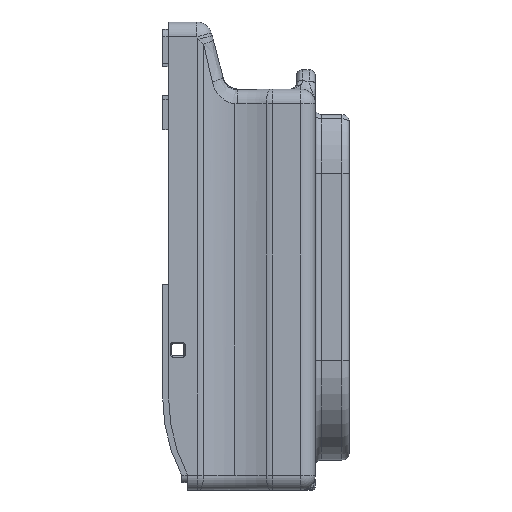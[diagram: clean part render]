
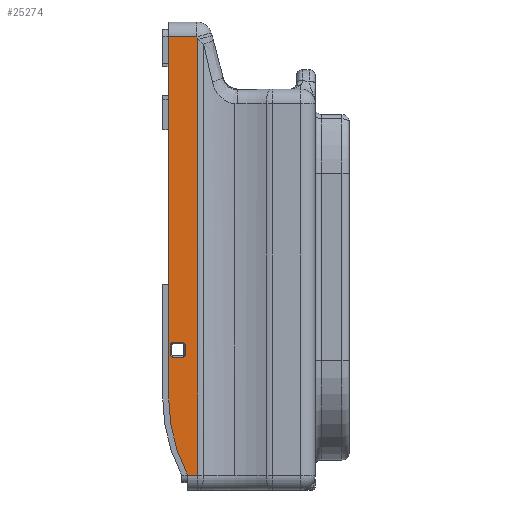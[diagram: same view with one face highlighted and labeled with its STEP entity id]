
A CAD part, left-side view. The second image highlights one B-rep face of the part: STEP entity #25274.
In plain terms, the highlighted planar face has unit normal (-1, 0, 0).
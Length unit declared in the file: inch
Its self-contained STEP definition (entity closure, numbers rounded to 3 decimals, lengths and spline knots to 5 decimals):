
#100 = CIRCLE ( 'NONE', #16561, 0.01709 ) ;
#374 = VECTOR ( 'NONE', #9810, 39.37008 ) ;
#515 = ORIENTED_EDGE ( 'NONE', *, *, #10927, .T. ) ;
#860 = VECTOR ( 'NONE', #24095, 39.37008 ) ;
#1162 = CARTESIAN_POINT ( 'NONE',  ( -0.85125, 0.13499, 0.76587 ) ) ;
#1696 = AXIS2_PLACEMENT_3D ( 'NONE', #23931, #10023, #16962 ) ;
#2434 = ORIENTED_EDGE ( 'NONE', *, *, #13567, .T. ) ;
#2896 = CARTESIAN_POINT ( 'NONE',  ( -0.85125, 0.0539, 0.84696 ) ) ;
#3112 = CARTESIAN_POINT ( 'NONE',  ( -0.85125, 0.07099, 0.78296 ) ) ;
#3150 = VECTOR ( 'NONE', #15448, 39.37008 ) ;
#3180 = CARTESIAN_POINT ( 'NONE',  ( -0.85125, 0.0539, 0.78296 ) ) ;
#3855 = LINE ( 'NONE', #21594, #17136 ) ;
#3883 = EDGE_LOOP ( 'NONE', ( #25733, #15504, #22098, #515, #2434, #22647, #19968, #18242 ) ) ;
#4173 = CARTESIAN_POINT ( 'NONE',  ( -0.85125, 0.15208, 0.84696 ) ) ;
#4313 = DIRECTION ( 'NONE',  ( 0., 0.255, 0.967 ) ) ;
#4389 = CIRCLE ( 'NONE', #8131, 0.01709 ) ;
#4469 = DIRECTION ( 'NONE',  ( 1., 0., 0. ) ) ;
#4892 = EDGE_CURVE ( 'NONE', #12589, #11491, #6658, .T. ) ;
#4999 = EDGE_CURVE ( 'NONE', #5989, #27242, #12087, .T. ) ;
#5066 = CARTESIAN_POINT ( 'NONE',  ( -0.85125, 0.07099, 0.86405 ) ) ;
#5275 = DIRECTION ( 'NONE',  ( 0., 0., 1. ) ) ;
#5291 = CARTESIAN_POINT ( 'NONE',  ( -0.85125, 0.16535, 2.91575 ) ) ;
#5900 = FACE_OUTER_BOUND ( 'NONE', #8637, .T. ) ;
#5961 = AXIS2_PLACEMENT_3D ( 'NONE', #22469, #11243, #5275 ) ;
#5989 = VERTEX_POINT ( 'NONE', #27630 ) ;
#6182 = CARTESIAN_POINT ( 'NONE',  ( -0.85125, -0.03, 2.89796 ) ) ;
#6339 = DIRECTION ( 'NONE',  ( 1., 0., 0. ) ) ;
#6394 = VERTEX_POINT ( 'NONE', #10034 ) ;
#6658 = LINE ( 'NONE', #27395, #9722 ) ;
#6734 = EDGE_CURVE ( 'NONE', #14118, #9062, #8798, .T. ) ;
#7690 = CARTESIAN_POINT ( 'NONE',  ( -0.85125, -0.03, -0.026 ) ) ;
#7811 = LINE ( 'NONE', #10026, #22063 ) ;
#7989 = CARTESIAN_POINT ( 'NONE',  ( -0.85125, 0.15208, 0.78296 ) ) ;
#8128 = DIRECTION ( 'NONE',  ( 0., -1., 0. ) ) ;
#8131 = AXIS2_PLACEMENT_3D ( 'NONE', #15379, #4469, #15226 ) ;
#8249 = FACE_BOUND ( 'NONE', #3883, .T. ) ;
#8595 = EDGE_CURVE ( 'NONE', #5989, #10720, #26019, .T. ) ;
#8637 = EDGE_LOOP ( 'NONE', ( #20757, #19842, #23583, #19381, #18331, #11346 ) ) ;
#8798 = CIRCLE ( 'NONE', #29043, 0.01709 ) ;
#9062 = VERTEX_POINT ( 'NONE', #7989 ) ;
#9463 = DIRECTION ( 'NONE',  ( 0., 0., 1. ) ) ;
#9700 = EDGE_CURVE ( 'NONE', #27242, #15408, #11302, .T. ) ;
#9722 = VECTOR ( 'NONE', #4313, 39.37008 ) ;
#9810 = DIRECTION ( 'NONE',  ( 0., -1., 0. ) ) ;
#10023 = DIRECTION ( 'NONE',  ( -1., 0., 0. ) ) ;
#10026 = CARTESIAN_POINT ( 'NONE',  ( -0.85125, 0., 2.91575 ) ) ;
#10034 = CARTESIAN_POINT ( 'NONE',  ( -0.85125, 0.15208, 0.84696 ) ) ;
#10093 = VERTEX_POINT ( 'NONE', #5066 ) ;
#10162 = DIRECTION ( 'NONE',  ( 0., 1., 0. ) ) ;
#10681 = CIRCLE ( 'NONE', #27166, 0.01709 ) ;
#10720 = VERTEX_POINT ( 'NONE', #7690 ) ;
#10927 = EDGE_CURVE ( 'NONE', #9062, #6394, #15086, .T. ) ;
#11243 = DIRECTION ( 'NONE',  ( 1., 0., 0. ) ) ;
#11302 = LINE ( 'NONE', #22382, #3150 ) ;
#11346 = ORIENTED_EDGE ( 'NONE', *, *, #27477, .T. ) ;
#11491 = VERTEX_POINT ( 'NONE', #28455 ) ;
#11493 = DIRECTION ( 'NONE',  ( 1., 0., 0. ) ) ;
#11925 = CARTESIAN_POINT ( 'NONE',  ( -0.85125, 0.13499, 0.78296 ) ) ;
#12085 = CARTESIAN_POINT ( 'NONE',  ( -0.85125, 0.0539, 0.78296 ) ) ;
#12087 = CIRCLE ( 'NONE', #5961, 1.1448 ) ;
#12307 = CARTESIAN_POINT ( 'NONE',  ( -0.85125, 0., -0.026 ) ) ;
#12589 = VERTEX_POINT ( 'NONE', #6182 ) ;
#12970 = PLANE ( 'NONE',  #1696 ) ;
#13567 = EDGE_CURVE ( 'NONE', #6394, #14905, #4389, .T. ) ;
#14118 = VERTEX_POINT ( 'NONE', #23896 ) ;
#14705 = EDGE_CURVE ( 'NONE', #10720, #12589, #17577, .T. ) ;
#14905 = VERTEX_POINT ( 'NONE', #18601 ) ;
#15086 = LINE ( 'NONE', #4173, #860 ) ;
#15226 = DIRECTION ( 'NONE',  ( 0., 0., 1. ) ) ;
#15379 = CARTESIAN_POINT ( 'NONE',  ( -0.85125, 0.13499, 0.84696 ) ) ;
#15408 = VERTEX_POINT ( 'NONE', #5291 ) ;
#15448 = DIRECTION ( 'NONE',  ( 0., 0., 1. ) ) ;
#15504 = ORIENTED_EDGE ( 'NONE', *, *, #28628, .T. ) ;
#15948 = DIRECTION ( 'NONE',  ( 0., 0., 1. ) ) ;
#15984 = CARTESIAN_POINT ( 'NONE',  ( -0.85125, -0.03, -0.126 ) ) ;
#16561 = AXIS2_PLACEMENT_3D ( 'NONE', #17539, #6339, #24079 ) ;
#16652 = EDGE_CURVE ( 'NONE', #10093, #21009, #100, .T. ) ;
#16740 = DIRECTION ( 'NONE',  ( 0., 0., -1. ) ) ;
#16947 = LINE ( 'NONE', #1162, #17272 ) ;
#16962 = DIRECTION ( 'NONE',  ( 0., 0., 1. ) ) ;
#17136 = VECTOR ( 'NONE', #8128, 39.37008 ) ;
#17272 = VECTOR ( 'NONE', #10162, 39.37008 ) ;
#17539 = CARTESIAN_POINT ( 'NONE',  ( -0.85125, 0.07099, 0.84696 ) ) ;
#17577 = LINE ( 'NONE', #15984, #26088 ) ;
#18094 = VERTEX_POINT ( 'NONE', #12085 ) ;
#18232 = VECTOR ( 'NONE', #16740, 39.37008 ) ;
#18242 = ORIENTED_EDGE ( 'NONE', *, *, #25934, .T. ) ;
#18331 = ORIENTED_EDGE ( 'NONE', *, *, #4892, .T. ) ;
#18601 = CARTESIAN_POINT ( 'NONE',  ( -0.85125, 0.13499, 0.86405 ) ) ;
#19381 = ORIENTED_EDGE ( 'NONE', *, *, #14705, .T. ) ;
#19842 = ORIENTED_EDGE ( 'NONE', *, *, #4999, .F. ) ;
#19968 = ORIENTED_EDGE ( 'NONE', *, *, #16652, .T. ) ;
#20102 = DIRECTION ( 'NONE',  ( 0., 0., 1. ) ) ;
#20533 = CARTESIAN_POINT ( 'NONE',  ( -0.85125, 0.16535, 0.499 ) ) ;
#20672 = VERTEX_POINT ( 'NONE', #21960 ) ;
#20757 = ORIENTED_EDGE ( 'NONE', *, *, #9700, .F. ) ;
#20827 = DIRECTION ( 'NONE',  ( 1., 0., 0. ) ) ;
#21009 = VERTEX_POINT ( 'NONE', #2896 ) ;
#21398 = DIRECTION ( 'NONE',  ( 0., 1., 0. ) ) ;
#21594 = CARTESIAN_POINT ( 'NONE',  ( -0.85125, 0.07099, 0.86405 ) ) ;
#21799 = EDGE_CURVE ( 'NONE', #18094, #20672, #10681, .T. ) ;
#21960 = CARTESIAN_POINT ( 'NONE',  ( -0.85125, 0.07099, 0.76587 ) ) ;
#22063 = VECTOR ( 'NONE', #21398, 39.37008 ) ;
#22098 = ORIENTED_EDGE ( 'NONE', *, *, #6734, .T. ) ;
#22382 = CARTESIAN_POINT ( 'NONE',  ( -0.85125, 0.16535, 0. ) ) ;
#22469 = CARTESIAN_POINT ( 'NONE',  ( -0.85125, -0.97945, 0.499 ) ) ;
#22647 = ORIENTED_EDGE ( 'NONE', *, *, #24041, .T. ) ;
#23583 = ORIENTED_EDGE ( 'NONE', *, *, #8595, .T. ) ;
#23896 = CARTESIAN_POINT ( 'NONE',  ( -0.85125, 0.13499, 0.76587 ) ) ;
#23931 = CARTESIAN_POINT ( 'NONE',  ( -0.85125, 0., 0. ) ) ;
#24041 = EDGE_CURVE ( 'NONE', #14905, #10093, #3855, .T. ) ;
#24079 = DIRECTION ( 'NONE',  ( 0., 0., 1. ) ) ;
#24095 = DIRECTION ( 'NONE',  ( 0., 0., 1. ) ) ;
#25274 = ADVANCED_FACE ( 'NONE', ( #8249, #5900 ), #12970, .T. ) ;
#25733 = ORIENTED_EDGE ( 'NONE', *, *, #21799, .T. ) ;
#25934 = EDGE_CURVE ( 'NONE', #21009, #18094, #28106, .T. ) ;
#26019 = LINE ( 'NONE', #12307, #374 ) ;
#26088 = VECTOR ( 'NONE', #20102, 39.37008 ) ;
#27166 = AXIS2_PLACEMENT_3D ( 'NONE', #3112, #20827, #9463 ) ;
#27242 = VERTEX_POINT ( 'NONE', #20533 ) ;
#27395 = CARTESIAN_POINT ( 'NONE',  ( -0.85125, -0.00099, 3.00799 ) ) ;
#27477 = EDGE_CURVE ( 'NONE', #11491, #15408, #7811, .T. ) ;
#27630 = CARTESIAN_POINT ( 'NONE',  ( -0.85125, 0.03788, -0.026 ) ) ;
#28106 = LINE ( 'NONE', #3180, #18232 ) ;
#28455 = CARTESIAN_POINT ( 'NONE',  ( -0.85125, -0.02531, 2.91575 ) ) ;
#28628 = EDGE_CURVE ( 'NONE', #20672, #14118, #16947, .T. ) ;
#29043 = AXIS2_PLACEMENT_3D ( 'NONE', #11925, #11493, #15948 ) ;
